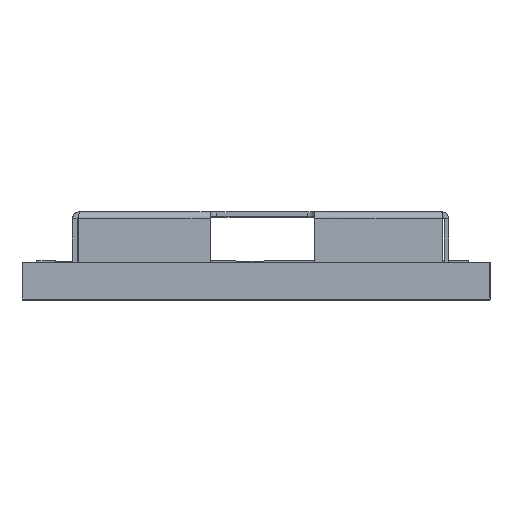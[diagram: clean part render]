
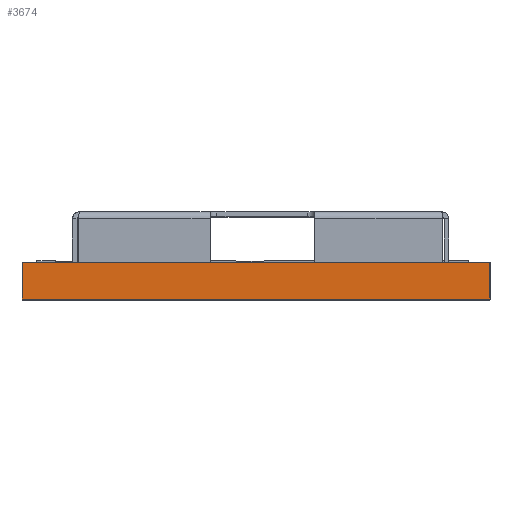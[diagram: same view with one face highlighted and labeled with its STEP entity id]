
A CAD part, top view. The second image highlights one B-rep face of the part: STEP entity #3674.
In plain terms, the highlighted planar face has unit normal (0, 0, 1).
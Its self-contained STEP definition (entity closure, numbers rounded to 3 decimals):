
#216 = DIRECTION ( 'NONE',  ( 0., -1., 0. ) ) ;
#312 = ORIENTED_EDGE ( 'NONE', *, *, #7556, .T. ) ;
#520 = EDGE_CURVE ( 'NONE', #6542, #7505, #1408, .T. ) ;
#838 = VECTOR ( 'NONE', #4194, 1000. ) ;
#1408 = LINE ( 'NONE', #5639, #838 ) ;
#1698 = CARTESIAN_POINT ( 'NONE',  ( -5.1, 0.8, 7.15 ) ) ;
#2019 = VECTOR ( 'NONE', #7737, 1000. ) ;
#2511 = CARTESIAN_POINT ( 'NONE',  ( 5.1, 0.8, 7.15 ) ) ;
#2567 = PLANE ( 'NONE',  #4581 ) ;
#3203 = CARTESIAN_POINT ( 'NONE',  ( 5.1, 0.8, 7.15 ) ) ;
#3632 = LINE ( 'NONE', #6372, #5974 ) ;
#3674 = ADVANCED_FACE ( 'NONE', ( #8726 ), #2567, .F. ) ;
#3863 = VERTEX_POINT ( 'NONE', #8187 ) ;
#4095 = EDGE_CURVE ( 'NONE', #6542, #7626, #7309, .T. ) ;
#4194 = DIRECTION ( 'NONE',  ( 0., -1., 0. ) ) ;
#4506 = DIRECTION ( 'NONE',  ( 0., 0., -1. ) ) ;
#4581 = AXIS2_PLACEMENT_3D ( 'NONE', #3203, #4506, #6024 ) ;
#4829 = EDGE_LOOP ( 'NONE', ( #312, #5685, #7561, #8654 ) ) ;
#5222 = CARTESIAN_POINT ( 'NONE',  ( 5.1, 0.8, 7.15 ) ) ;
#5256 = DIRECTION ( 'NONE',  ( 1., 0., 0. ) ) ;
#5639 = CARTESIAN_POINT ( 'NONE',  ( -5.1, 0.8, 7.15 ) ) ;
#5685 = ORIENTED_EDGE ( 'NONE', *, *, #6897, .F. ) ;
#5974 = VECTOR ( 'NONE', #216, 1000. ) ;
#6024 = DIRECTION ( 'NONE',  ( -1., 0., 0. ) ) ;
#6372 = CARTESIAN_POINT ( 'NONE',  ( 5.1, 0.8, 7.15 ) ) ;
#6542 = VERTEX_POINT ( 'NONE', #1698 ) ;
#6897 = EDGE_CURVE ( 'NONE', #7626, #3863, #3632, .T. ) ;
#7064 = CARTESIAN_POINT ( 'NONE',  ( 5.1, 0., 7.15 ) ) ;
#7294 = VECTOR ( 'NONE', #5256, 1000. ) ;
#7309 = LINE ( 'NONE', #2511, #7294 ) ;
#7505 = VERTEX_POINT ( 'NONE', #8501 ) ;
#7556 = EDGE_CURVE ( 'NONE', #7505, #3863, #8372, .T. ) ;
#7561 = ORIENTED_EDGE ( 'NONE', *, *, #4095, .F. ) ;
#7626 = VERTEX_POINT ( 'NONE', #5222 ) ;
#7737 = DIRECTION ( 'NONE',  ( 1., 0., 0. ) ) ;
#8187 = CARTESIAN_POINT ( 'NONE',  ( 5.1, 0., 7.15 ) ) ;
#8372 = LINE ( 'NONE', #7064, #2019 ) ;
#8501 = CARTESIAN_POINT ( 'NONE',  ( -5.1, 0., 7.15 ) ) ;
#8654 = ORIENTED_EDGE ( 'NONE', *, *, #520, .T. ) ;
#8726 = FACE_OUTER_BOUND ( 'NONE', #4829, .T. ) ;
